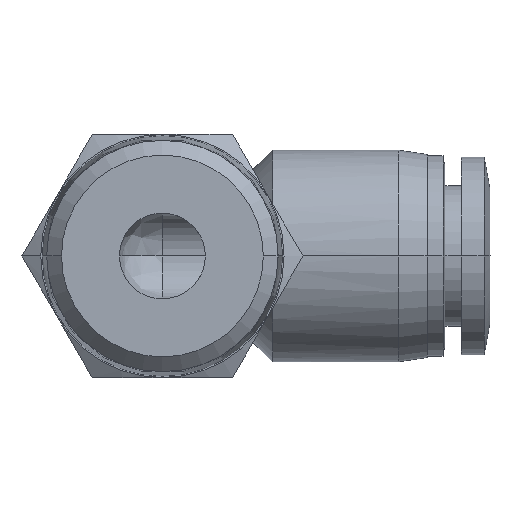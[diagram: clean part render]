
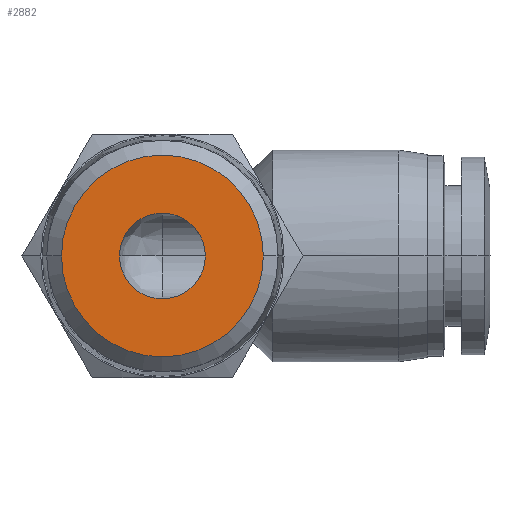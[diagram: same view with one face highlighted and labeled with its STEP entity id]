
A CAD part, front view. The second image highlights one B-rep face of the part: STEP entity #2882.
In plain terms, the highlighted planar face has unit normal (0, -1, 0).
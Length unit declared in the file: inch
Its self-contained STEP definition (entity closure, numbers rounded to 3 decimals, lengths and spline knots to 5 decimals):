
#11 = DIRECTION ( 'NONE',  ( -1., 0., 0. ) ) ;
#19 = DIRECTION ( 'NONE',  ( 0., 1., 0. ) ) ;
#31 = CARTESIAN_POINT ( 'NONE',  ( 0., -0.66929, 0. ) ) ;
#89 = DIRECTION ( 'NONE',  ( 1., 0., 0. ) ) ;
#101 = EDGE_CURVE ( 'NONE', #710, #1994, #2974, .T. ) ;
#105 = CIRCLE ( 'NONE', #3047, 0.2778 ) ;
#224 = AXIS2_PLACEMENT_3D ( 'NONE', #455, #2316, #697 ) ;
#228 = EDGE_CURVE ( 'NONE', #1178, #846, #105, .T. ) ;
#429 = DIRECTION ( 'NONE',  ( -1., 0., 0. ) ) ;
#450 = EDGE_LOOP ( 'NONE', ( #2910, #1631 ) ) ;
#455 = CARTESIAN_POINT ( 'NONE',  ( 0., -0.66929, 0. ) ) ;
#471 = DIRECTION ( 'NONE',  ( 0., 1., 0. ) ) ;
#478 = DIRECTION ( 'NONE',  ( -1., 0., 0. ) ) ;
#501 = DIRECTION ( 'NONE',  ( 0., -1., 0. ) ) ;
#517 = CARTESIAN_POINT ( 'NONE',  ( 0., -0.66929, 0. ) ) ;
#530 = CARTESIAN_POINT ( 'NONE',  ( 0., -0.66929, 0. ) ) ;
#580 = CARTESIAN_POINT ( 'NONE',  ( 0.11811, -0.66929, 0. ) ) ;
#697 = DIRECTION ( 'NONE',  ( -1., 0., 0. ) ) ;
#706 = CIRCLE ( 'NONE', #224, 0.2778 ) ;
#710 = VERTEX_POINT ( 'NONE', #580 ) ;
#846 = VERTEX_POINT ( 'NONE', #2396 ) ;
#884 = AXIS2_PLACEMENT_3D ( 'NONE', #3198, #1667, #89 ) ;
#1045 = EDGE_LOOP ( 'NONE', ( #1243, #2404 ) ) ;
#1178 = VERTEX_POINT ( 'NONE', #2111 ) ;
#1213 = CIRCLE ( 'NONE', #1784, 0.11811 ) ;
#1243 = ORIENTED_EDGE ( 'NONE', *, *, #1829, .T. ) ;
#1631 = ORIENTED_EDGE ( 'NONE', *, *, #3319, .T. ) ;
#1667 = DIRECTION ( 'NONE',  ( 0., -1., 0. ) ) ;
#1784 = AXIS2_PLACEMENT_3D ( 'NONE', #31, #19, #11 ) ;
#1829 = EDGE_CURVE ( 'NONE', #1994, #710, #1213, .T. ) ;
#1994 = VERTEX_POINT ( 'NONE', #2499 ) ;
#2111 = CARTESIAN_POINT ( 'NONE',  ( -0.2778, -0.66929, 0. ) ) ;
#2187 = PLANE ( 'NONE',  #884 ) ;
#2201 = FACE_OUTER_BOUND ( 'NONE', #450, .T. ) ;
#2316 = DIRECTION ( 'NONE',  ( 0., -1., 0. ) ) ;
#2396 = CARTESIAN_POINT ( 'NONE',  ( 0.2778, -0.66929, 0. ) ) ;
#2404 = ORIENTED_EDGE ( 'NONE', *, *, #101, .T. ) ;
#2499 = CARTESIAN_POINT ( 'NONE',  ( -0.11811, -0.66929, 0. ) ) ;
#2545 = AXIS2_PLACEMENT_3D ( 'NONE', #517, #471, #478 ) ;
#2881 = FACE_BOUND ( 'NONE', #1045, .T. ) ;
#2882 = ADVANCED_FACE ( 'NONE', ( #2881, #2201 ), #2187, .T. ) ;
#2910 = ORIENTED_EDGE ( 'NONE', *, *, #228, .T. ) ;
#2974 = CIRCLE ( 'NONE', #2545, 0.11811 ) ;
#3047 = AXIS2_PLACEMENT_3D ( 'NONE', #530, #501, #429 ) ;
#3198 = CARTESIAN_POINT ( 'NONE',  ( -0.1389, -0.66929, 0. ) ) ;
#3319 = EDGE_CURVE ( 'NONE', #846, #1178, #706, .T. ) ;
